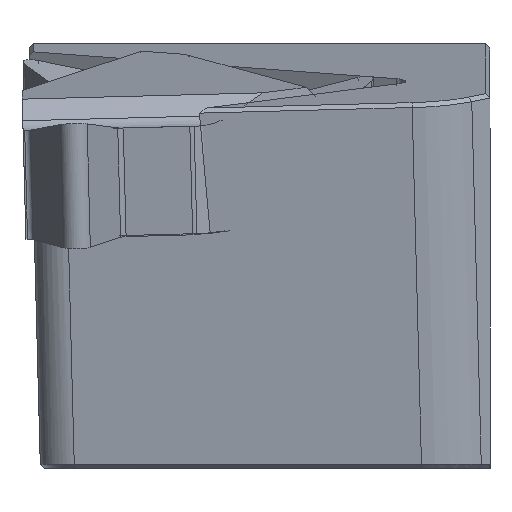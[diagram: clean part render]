
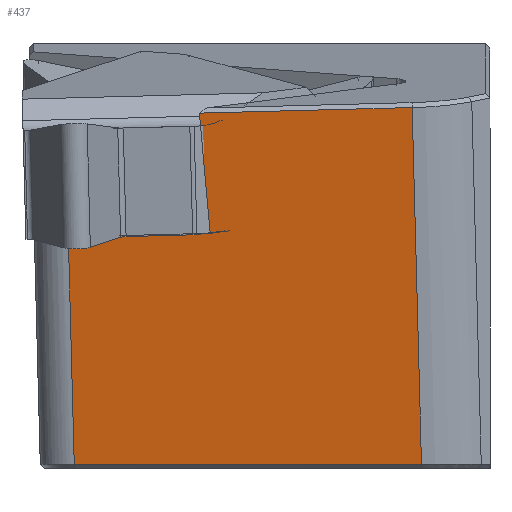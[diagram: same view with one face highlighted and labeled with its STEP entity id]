
A CAD part, left-side view. The second image highlights one B-rep face of the part: STEP entity #437.
In plain terms, the highlighted planar face has unit normal (-0.985, -0.004, -0.174).
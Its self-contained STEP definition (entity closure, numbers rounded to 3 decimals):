
#437=ADVANCED_FACE('',(#552),#488,.F.);
#488=PLANE('',#1659);
#552=FACE_OUTER_BOUND('',#621,.T.);
#621=EDGE_LOOP('',(#919,#920,#921,#922,#923,#924));
#919=ORIENTED_EDGE('',*,*,#1277,.T.);
#920=ORIENTED_EDGE('',*,*,#1278,.T.);
#921=ORIENTED_EDGE('',*,*,#1279,.T.);
#922=ORIENTED_EDGE('',*,*,#1280,.T.);
#923=ORIENTED_EDGE('',*,*,#1274,.F.);
#924=ORIENTED_EDGE('',*,*,#1281,.T.);
#1111=VERTEX_POINT('',#2355);
#1112=VERTEX_POINT('',#2356);
#1113=VERTEX_POINT('',#2364);
#1114=VERTEX_POINT('',#2365);
#1115=VERTEX_POINT('',#2367);
#1116=VERTEX_POINT('',#2369);
#1274=EDGE_CURVE('',#1111,#1112,#1419,.T.);
#1277=EDGE_CURVE('',#1113,#1114,#1420,.T.);
#1278=EDGE_CURVE('',#1114,#1115,#1421,.T.);
#1279=EDGE_CURVE('',#1115,#1116,#1422,.T.);
#1280=EDGE_CURVE('',#1116,#1112,#1423,.T.);
#1281=EDGE_CURVE('',#1111,#1113,#1424,.T.);
#1419=LINE('',#2354,#1555);
#1420=LINE('',#2363,#1556);
#1421=LINE('',#2366,#1557);
#1422=LINE('',#2368,#1558);
#1423=LINE('',#2370,#1559);
#1424=LINE('',#2371,#1560);
#1555=VECTOR('',#1958,1.);
#1556=VECTOR('',#1963,1.);
#1557=VECTOR('',#1964,1.);
#1558=VECTOR('',#1965,1.);
#1559=VECTOR('',#1966,1.);
#1560=VECTOR('',#1967,1.);
#1659=AXIS2_PLACEMENT_3D('',#2372,#1968,#1969);
#1958=DIRECTION('',(-0.174,0.026,0.984));
#1963=DIRECTION('',(-0.174,0.026,0.984));
#1964=DIRECTION('',(0.,1.,-0.026));
#1965=DIRECTION('',(0.173,-0.088,-0.981));
#1966=DIRECTION('',(0.,1.,-0.026));
#1967=DIRECTION('',(0.005,-1.,0.));
#1968=DIRECTION('',(0.985,0.005,0.174));
#1969=DIRECTION('',(0.174,0.,-0.985));
#2354=CARTESIAN_POINT('',(5.854,1.501,-19.111));
#2355=CARTESIAN_POINT('',(3.877,1.794,-7.902));
#2356=CARTESIAN_POINT('',(2.934,1.934,-2.552));
#2363=CARTESIAN_POINT('',(5.854,-6.674,-18.897));
#2364=CARTESIAN_POINT('',(3.915,-6.386,-7.902));
#2365=CARTESIAN_POINT('',(2.434,-6.166,0.497));
#2366=CARTESIAN_POINT('',(2.434,-6.166,0.497));
#2367=CARTESIAN_POINT('',(2.434,-1.154,0.366));
#2368=CARTESIAN_POINT('',(5.807,-2.869,-18.727));
#2369=CARTESIAN_POINT('',(2.934,-1.408,-2.464));
#2370=CARTESIAN_POINT('',(2.934,1.934,-2.552));
#2371=CARTESIAN_POINT('',(3.877,1.791,-7.902));
#2372=CARTESIAN_POINT('',(5.854,1.501,-19.111));
